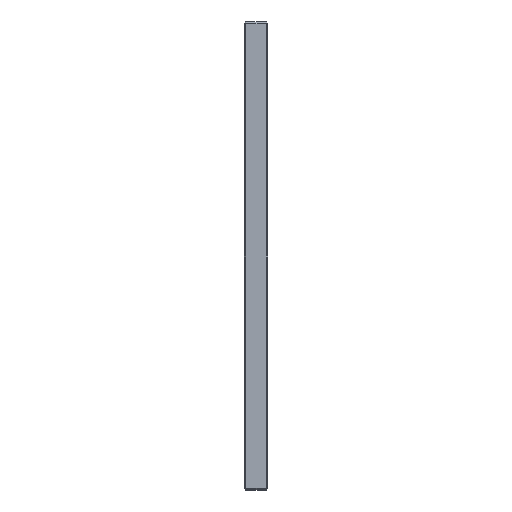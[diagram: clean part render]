
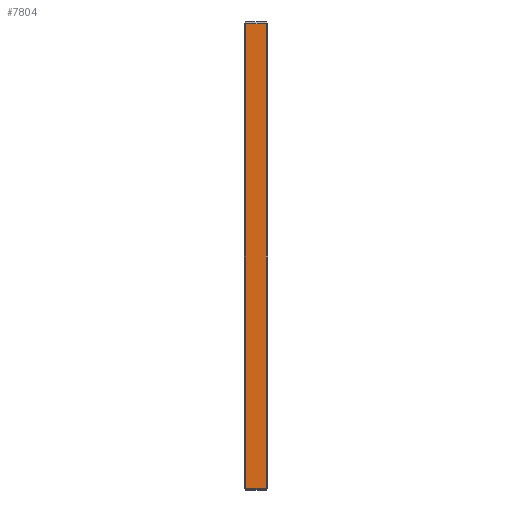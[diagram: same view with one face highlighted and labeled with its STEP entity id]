
A CAD part, left-side view. The second image highlights one B-rep face of the part: STEP entity #7804.
In plain terms, the highlighted planar face has unit normal (-1, 0, 0).
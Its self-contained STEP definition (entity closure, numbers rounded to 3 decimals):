
#1586 = FACE_OUTER_BOUND ( 'NONE', #6726, .T. ) ;
#1589 = AXIS2_PLACEMENT_3D ( 'NONE', #3257, #3258, #3259 ) ;
#2562 = CARTESIAN_POINT ( 'NONE',  ( -150., 1., 124. ) ) ;
#2563 = CARTESIAN_POINT ( 'NONE',  ( -150., 1., -124. ) ) ;
#2564 = CARTESIAN_POINT ( 'NONE',  ( -150., 11.7, -124. ) ) ;
#2565 = CARTESIAN_POINT ( 'NONE',  ( -150., 11.7, 124. ) ) ;
#3256 = PLANE ( 'NONE',  #1589 ) ;
#3257 = CARTESIAN_POINT ( 'NONE',  ( -150., 12.7, -125. ) ) ;
#3258 = DIRECTION ( 'NONE',  ( 1., 0., 0. ) ) ;
#3259 = DIRECTION ( 'NONE',  ( 0., 0., -1. ) ) ;
#4258 = LINE ( 'NONE', #4259, #6141 ) ;
#4259 = CARTESIAN_POINT ( 'NONE',  ( -150., 12.7, 124. ) ) ;
#4260 = DIRECTION ( 'NONE',  ( 0., 1., 0. ) ) ;
#4261 = LINE ( 'NONE', #4262, #6155 ) ;
#4262 = CARTESIAN_POINT ( 'NONE',  ( -150., 1., 125. ) ) ;
#4263 = DIRECTION ( 'NONE',  ( 0., 0., 1. ) ) ;
#4264 = LINE ( 'NONE', #4265, #6150 ) ;
#4265 = CARTESIAN_POINT ( 'NONE',  ( -150., 11.7, -125. ) ) ;
#4266 = DIRECTION ( 'NONE',  ( 0., 0., -1. ) ) ;
#4267 = LINE ( 'NONE', #4268, #6093 ) ;
#4268 = CARTESIAN_POINT ( 'NONE',  ( -150., 12.7, -124. ) ) ;
#4269 = DIRECTION ( 'NONE',  ( 0., -1., 0. ) ) ;
#5328 = EDGE_CURVE ( 'NONE', #6954, #6957, #4258, .T. ) ;
#5329 = EDGE_CURVE ( 'NONE', #6955, #6954, #4261, .T. ) ;
#5330 = EDGE_CURVE ( 'NONE', #6957, #6956, #4264, .T. ) ;
#5331 = EDGE_CURVE ( 'NONE', #6956, #6955, #4267, .T. ) ;
#6093 = VECTOR ( 'NONE', #4269, 1000. ) ;
#6141 = VECTOR ( 'NONE', #4260, 1000. ) ;
#6150 = VECTOR ( 'NONE', #4266, 1000. ) ;
#6155 = VECTOR ( 'NONE', #4263, 1000. ) ;
#6726 = EDGE_LOOP ( 'NONE', ( #7528, #7526, #7527, #7525 ) ) ;
#6954 = VERTEX_POINT ( 'NONE', #2562 ) ;
#6955 = VERTEX_POINT ( 'NONE', #2563 ) ;
#6956 = VERTEX_POINT ( 'NONE', #2564 ) ;
#6957 = VERTEX_POINT ( 'NONE', #2565 ) ;
#7525 = ORIENTED_EDGE ( 'NONE', *, *, #5328, .T. ) ;
#7526 = ORIENTED_EDGE ( 'NONE', *, *, #5331, .T. ) ;
#7527 = ORIENTED_EDGE ( 'NONE', *, *, #5329, .T. ) ;
#7528 = ORIENTED_EDGE ( 'NONE', *, *, #5330, .T. ) ;
#7804 = ADVANCED_FACE ( 'NONE', ( #1586 ), #3256, .F. ) ;
